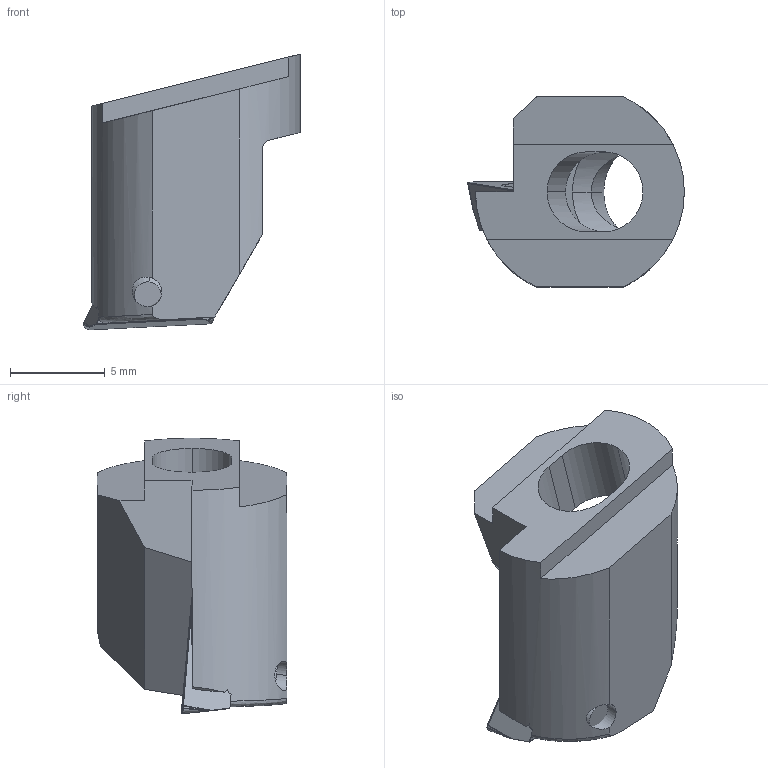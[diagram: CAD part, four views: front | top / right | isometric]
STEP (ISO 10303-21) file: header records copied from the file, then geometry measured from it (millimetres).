
FILE_DESCRIPTION(('no description'),'unknown implementation level');
FILE_NAME('2DE05F08-6375-4A53-803B-603733A79AD3_export.stp',' ',('CIMSOURCE GmbH'),('CADClick - KiM GmbH - www.kimweb.de'),'unknown preprocess','ACIS','unknown authorization');
FILE_SCHEMA(('automotive_design'));
Length unit declared in the file: millimetre
Products named in the file (5): 615.366 Kaiser E12_14 TP07|651.735 Kaiser TPGT 070203 K10C;Kombinieren1; 615.366 Kaiser E12_14 TP07|694.103 Kaiser ETL M2x4.8 T6 IP 10S;Kreismuster1; 615.366 Kaiser E12_14 TP07|615.366 Kaiser E12_14 TP07-2;Verrundung1; 615.366 Kaiser E12_14 TP07|615.366 Kaiser E12_14 TP07-1;<N017.30 (TP 0702) PLS links Freistellung links>-<<0640.020>-<Schnitt-Linear austragen1>>; 615.366 Kaiser E12_14 TP07|615.366 Kaiser E12_14 TP07;<N017.30 (TP 0702) PLS links Freistellung links>-<<651.632>-<Kombinieren1>>
Bounding box: 11.41 x 10 x 14.52 mm (x, y, z)
Volume: 578.7 mm3; surface area: 986.9 mm2
Topology: 5 solids, 5 shells, 152 faces, 395 edges, 238 vertices
Faces by surface type: plane 52, cylinder 50, cone 39, torus 10, bspline 1
Entity records: 9899 total; most frequent: CARTESIAN_POINT 1700, DIRECTION 855, STYLED_ITEM 775, PRESENTATION_STYLE_ASSIGNMENT 775, COLOUR_RGB 775, ORIENTED_EDGE 760, EDGE_CURVE 380, CURVE_STYLE 380
